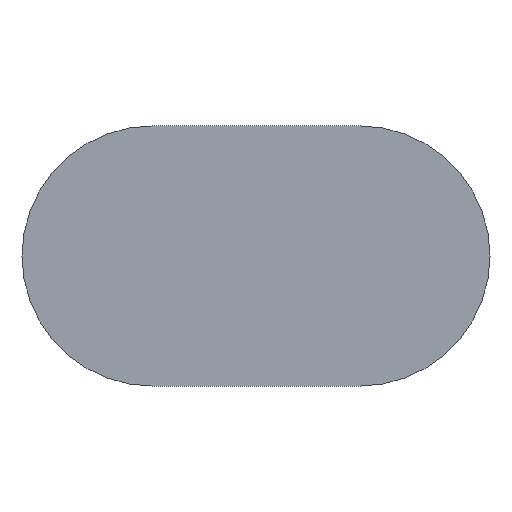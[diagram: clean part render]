
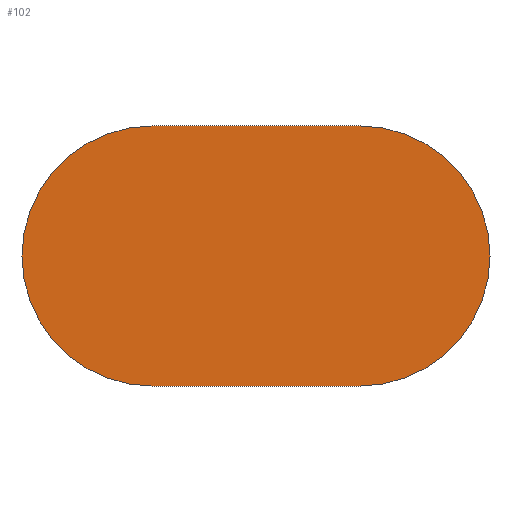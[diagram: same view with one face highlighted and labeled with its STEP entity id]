
A CAD part, front view. The second image highlights one B-rep face of the part: STEP entity #102.
In plain terms, the highlighted planar face has unit normal (0, -1, 0).
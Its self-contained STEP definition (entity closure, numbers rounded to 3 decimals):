
#15=CIRCLE('',#125,12.5);
#17=CIRCLE('',#129,12.5);
#26=FACE_OUTER_BOUND('',#32,.T.);
#32=EDGE_LOOP('',(#89,#90,#91,#92));
#33=LINE('',#167,#41);
#38=LINE('',#181,#46);
#41=VECTOR('',#137,10.);
#46=VECTOR('',#150,10.);
#49=VERTEX_POINT('',#165);
#50=VERTEX_POINT('',#166);
#53=VERTEX_POINT('',#174);
#55=VERTEX_POINT('',#180);
#57=EDGE_CURVE('',#49,#50,#33,.T.);
#61=EDGE_CURVE('',#53,#50,#15,.T.);
#64=EDGE_CURVE('',#55,#53,#38,.T.);
#67=EDGE_CURVE('',#49,#55,#17,.T.);
#89=ORIENTED_EDGE('',*,*,#67,.F.);
#90=ORIENTED_EDGE('',*,*,#57,.T.);
#91=ORIENTED_EDGE('',*,*,#61,.F.);
#92=ORIENTED_EDGE('',*,*,#64,.F.);
#96=PLANE('',#132);
#102=ADVANCED_FACE('',(#26),#96,.F.);
#125=AXIS2_PLACEMENT_3D('',#175,#143,#144);
#129=AXIS2_PLACEMENT_3D('',#186,#155,#156);
#132=AXIS2_PLACEMENT_3D('',#189,#161,#162);
#137=DIRECTION('',(1.,0.,0.));
#143=DIRECTION('center_axis',(0.,1.,0.));
#144=DIRECTION('ref_axis',(0.,0.,1.));
#150=DIRECTION('',(1.,0.,0.));
#155=DIRECTION('center_axis',(0.,1.,0.));
#156=DIRECTION('ref_axis',(0.,0.,-1.));
#161=DIRECTION('center_axis',(0.,1.,0.));
#162=DIRECTION('ref_axis',(1.,0.,0.));
#165=CARTESIAN_POINT('',(-10.,0.,-12.5));
#166=CARTESIAN_POINT('',(10.,0.,-12.5));
#167=CARTESIAN_POINT('',(-10.,0.,-12.5));
#174=CARTESIAN_POINT('',(10.,0.,12.5));
#175=CARTESIAN_POINT('Origin',(10.,0.,0.));
#180=CARTESIAN_POINT('',(-10.,0.,12.5));
#181=CARTESIAN_POINT('',(-10.,0.,12.5));
#186=CARTESIAN_POINT('Origin',(-10.,0.,0.));
#189=CARTESIAN_POINT('Origin',(0.,0.,0.));
